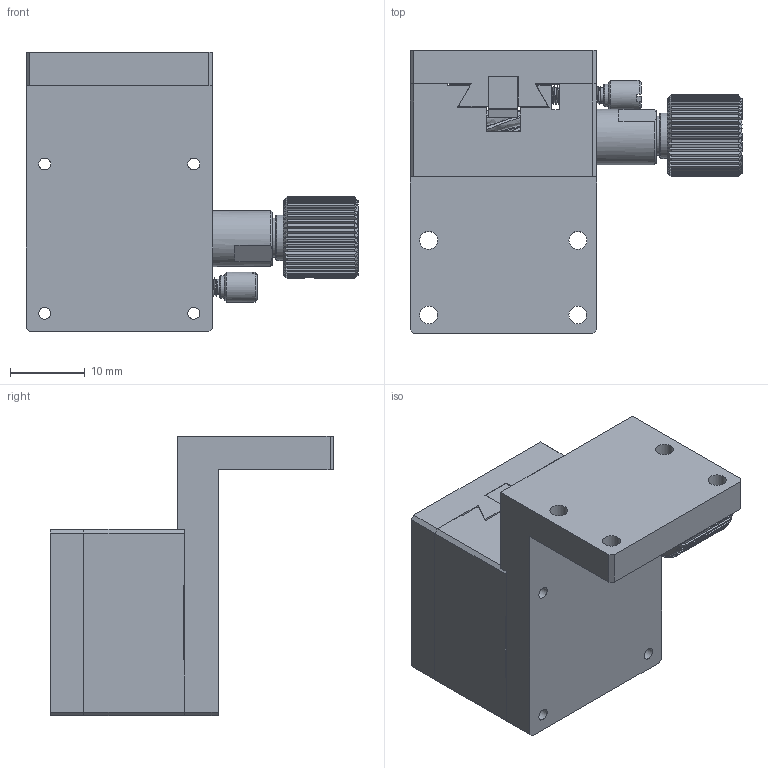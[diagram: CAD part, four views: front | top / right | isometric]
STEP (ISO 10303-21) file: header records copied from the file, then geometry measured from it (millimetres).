
FILE_DESCRIPTION (( 'STEP AP203' ), '1' );
FILE_NAME ('528802.STEP', '2024-10-15T05:38:08', ( 'Windows User' ), ( 'P R C' ), 'SwSTEP 2.0', 'SolidWorks 2020', '' );
FILE_SCHEMA (( 'CONFIG_CONTROL_DESIGN' ));
Products named in the file (1): 528802
Bounding box: 44.5 x 38 x 37.5 mm (x, y, z)
Volume: 17507.5 mm3; surface area: 12851 mm2
Topology: 10 solids, 10 shells, 523 faces, 1283 edges, 789 vertices
Faces by surface type: plane 259, cone 115, cylinder 114, bspline 35
Full cylindrical faces by diameter (mm): 1.6 x12, 2.05 x5, 2.1 x1, 2.3 x2, 2.4 x4, 2.5 x5, 3 x1, 4 x7, 4.5 x4, 5.3 x2, 6.094 x1, 6.5 x1, 7 x1, 7.1 x1, 7.5 x1
Entity records: 100648 total; most frequent: CARTESIAN_POINT 89243, ORIENTED_EDGE 2404, DIRECTION 2163, EDGE_CURVE 1202, AXIS2_PLACEMENT_3D 827, VERTEX_POINT 768, EDGE_LOOP 654, FACE_OUTER_BOUND 570
